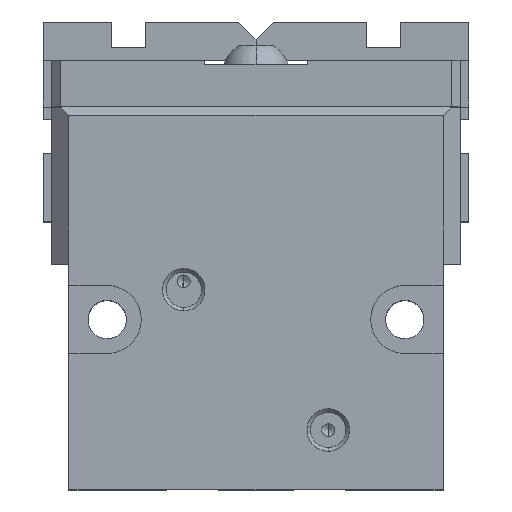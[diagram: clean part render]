
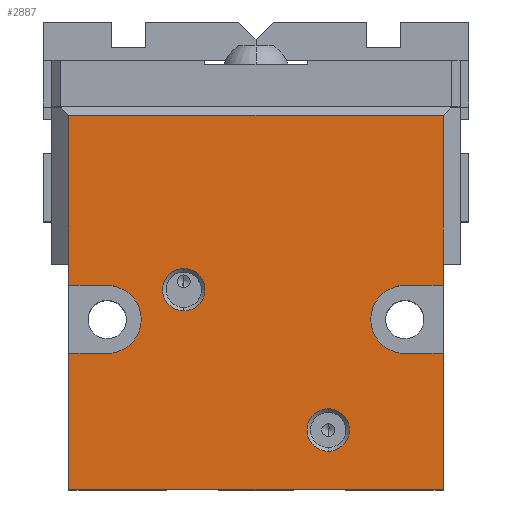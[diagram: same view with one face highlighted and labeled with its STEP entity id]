
A CAD part, top view. The second image highlights one B-rep face of the part: STEP entity #2887.
In plain terms, the highlighted planar face has unit normal (0, 0, 1).
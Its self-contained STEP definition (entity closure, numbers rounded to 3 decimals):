
#1785 = VERTEX_POINT( '', #4785 );
#1899 = EDGE_CURVE( '', #3933, #4093, #4917, .T. );
#2051 = EDGE_CURVE( '', #2509, #2999, #5091, .T. );
#2231 = EDGE_CURVE( '', #2781, #3065, #5296, .T. );
#2233 = EDGE_CURVE( '', #2449, #4093, #5298, .T. );
#2273 = EDGE_CURVE( '', #2551, #1785, #5343, .T. );
#2381 = EDGE_CURVE( '', #3065, #4407, #5463, .T. );
#2449 = VERTEX_POINT( '', #5535 );
#2509 = VERTEX_POINT( '', #5600 );
#2551 = VERTEX_POINT( '', #5647 );
#2565 = VERTEX_POINT( '', #5662 );
#2683 = EDGE_CURVE( '', #3791, #4407, #5788, .T. );
#2709 = EDGE_CURVE( '', #3933, #2551, #5815, .T. );
#2767 = EDGE_CURVE( '', #2991, #3791, #5880, .T. );
#2781 = VERTEX_POINT( '', #5895 );
#2787 = VERTEX_POINT( '', #5901 );
#2887 = ADVANCED_FACE( '', ( #6006, #6007, #6008 ), #6009, .T. );
#2991 = VERTEX_POINT( '', #6129 );
#2999 = VERTEX_POINT( '', #6137 );
#3057 = EDGE_CURVE( '', #2999, #2509, #6199, .T. );
#3059 = EDGE_CURVE( '', #2781, #3413, #6201, .T. );
#3063 = EDGE_CURVE( '', #1785, #4393, #6205, .T. );
#3065 = VERTEX_POINT( '', #6207 );
#3149 = VERTEX_POINT( '', #6298 );
#3411 = EDGE_CURVE( '', #2565, #3149, #6589, .T. );
#3413 = VERTEX_POINT( '', #6591 );
#3539 = VERTEX_POINT( '', #6730 );
#3645 = EDGE_CURVE( '', #3539, #2787, #6848, .T. );
#3791 = VERTEX_POINT( '', #7006 );
#3847 = EDGE_CURVE( '', #3413, #2449, #7070, .T. );
#3933 = VERTEX_POINT( '', #7168 );
#3945 = EDGE_CURVE( '', #3149, #2991, #7182, .T. );
#4069 = EDGE_CURVE( '', #2787, #3539, #7322, .T. );
#4093 = VERTEX_POINT( '', #7349 );
#4185 = EDGE_CURVE( '', #4393, #2565, #7453, .T. );
#4393 = VERTEX_POINT( '', #7685 );
#4407 = VERTEX_POINT( '', #7700 );
#4785 = CARTESIAN_POINT( '', ( 22., 16., 16. ) );
#4917 = LINE( '', #8404, #8405 );
#5091 = CIRCLE( '', #8626, 2.5 );
#5296 = LINE( '', #8927, #8928 );
#5298 = LINE( '', #8931, #8932 );
#5343 = LINE( '', #9013, #9014 );
#5463 = LINE( '', #9173, #9174 );
#5535 = CARTESIAN_POINT( '', ( -17.5, 16., 16. ) );
#5600 = CARTESIAN_POINT( '', ( -8.5, 26., 16. ) );
#5647 = CARTESIAN_POINT( '', ( 22., 0., 16. ) );
#5662 = CARTESIAN_POINT( '', ( 17.5, 24., 16. ) );
#5788 = LINE( '', #9666, #9667 );
#5815 = LINE( '', #9702, #9703 );
#5880 = LINE( '', #9802, #9803 );
#5895 = CARTESIAN_POINT( '', ( -22., 24., 16. ) );
#5901 = CARTESIAN_POINT( '', ( 8.5, 4.5, 16. ) );
#6006 = FACE_OUTER_BOUND( '', #9988, .T. );
#6007 = FACE_BOUND( '', #9989, .T. );
#6008 = FACE_BOUND( '', #9990, .T. );
#6009 = PLANE( '', #9991 );
#6129 = CARTESIAN_POINT( '', ( 22., 26.5, 16. ) );
#6137 = CARTESIAN_POINT( '', ( -8.5, 21., 16. ) );
#6199 = CIRCLE( '', #10251, 2.5 );
#6201 = LINE( '', #10254, #10255 );
#6205 = LINE( '', #10260, #10261 );
#6207 = CARTESIAN_POINT( '', ( -22., 26.5, 16. ) );
#6298 = CARTESIAN_POINT( '', ( 22., 24., 16. ) );
#6589 = LINE( '', #10811, #10812 );
#6591 = CARTESIAN_POINT( '', ( -17.5, 24., 16. ) );
#6730 = CARTESIAN_POINT( '', ( 8.5, 9.5, 16. ) );
#6848 = CIRCLE( '', #11186, 2.5 );
#7006 = CARTESIAN_POINT( '', ( 22., 44., 16. ) );
#7070 = CIRCLE( '', #11551, 4. );
#7168 = CARTESIAN_POINT( '', ( -22., 0., 16. ) );
#7182 = LINE( '', #11704, #11705 );
#7322 = CIRCLE( '', #11906, 2.5 );
#7349 = CARTESIAN_POINT( '', ( -22., 16., 16. ) );
#7453 = CIRCLE( '', #12080, 4. );
#7685 = CARTESIAN_POINT( '', ( 17.5, 16., 16. ) );
#7700 = CARTESIAN_POINT( '', ( -22., 44., 16. ) );
#8404 = CARTESIAN_POINT( '', ( -22., 0., 16. ) );
#8405 = VECTOR( '', #13067, 1. );
#8626 = AXIS2_PLACEMENT_3D( '', #13279, #13280, #13281 );
#8927 = CARTESIAN_POINT( '', ( -22., 0., 16. ) );
#8928 = VECTOR( '', #13536, 1. );
#8931 = CARTESIAN_POINT( '', ( 2.25, 16., 16. ) );
#8932 = VECTOR( '', #13537, 1. );
#9013 = CARTESIAN_POINT( '', ( 22., 0., 16. ) );
#9014 = VECTOR( '', #13579, 1. );
#9173 = CARTESIAN_POINT( '', ( -22., 26.5, 16. ) );
#9174 = VECTOR( '', #13719, 1. );
#9666 = CARTESIAN_POINT( '', ( 23.5, 44., 16. ) );
#9667 = VECTOR( '', #14036, 1. );
#9702 = CARTESIAN_POINT( '', ( -22., 0., 16. ) );
#9703 = VECTOR( '', #14051, 1. );
#9802 = CARTESIAN_POINT( '', ( 22., 26.5, 16. ) );
#9803 = VECTOR( '', #14134, 1. );
#9988 = EDGE_LOOP( '', ( #14237, #14238, #14239, #14240, #14241, #14242, #14243, #14244, #14245, #14246, #14247, #14248, #14249, #14250 ) );
#9989 = EDGE_LOOP( '', ( #14251, #14252 ) );
#9990 = EDGE_LOOP( '', ( #14253, #14254 ) );
#9991 = AXIS2_PLACEMENT_3D( '', #14255, #14256, #14257 );
#10251 = AXIS2_PLACEMENT_3D( '', #14473, #14474, #14475 );
#10254 = CARTESIAN_POINT( '', ( -4., 24., 16. ) );
#10255 = VECTOR( '', #14476, 1. );
#10260 = CARTESIAN_POINT( '', ( 25., 16., 16. ) );
#10261 = VECTOR( '', #14477, 1. );
#10811 = CARTESIAN_POINT( '', ( 19.75, 24., 16. ) );
#10812 = VECTOR( '', #14906, 1. );
#11186 = AXIS2_PLACEMENT_3D( '', #15182, #15183, #15184 );
#11551 = AXIS2_PLACEMENT_3D( '', #15407, #15408, #15409 );
#11704 = CARTESIAN_POINT( '', ( 22., 0., 16. ) );
#11705 = VECTOR( '', #15556, 1. );
#11906 = AXIS2_PLACEMENT_3D( '', #15713, #15714, #15715 );
#12080 = AXIS2_PLACEMENT_3D( '', #15856, #15857, #15858 );
#13067 = DIRECTION( '', ( 0., 1., 0. ) );
#13279 = CARTESIAN_POINT( '', ( -8.5, 23.5, 16. ) );
#13280 = DIRECTION( '', ( 0., 0., -1. ) );
#13281 = DIRECTION( '', ( 0., 1., 0. ) );
#13536 = DIRECTION( '', ( 0., 1., 0. ) );
#13537 = DIRECTION( '', ( -1., 0., 0. ) );
#13579 = DIRECTION( '', ( 0., 1., 0. ) );
#13719 = DIRECTION( '', ( 0., 1., 0. ) );
#14036 = DIRECTION( '', ( -1., 0., 0. ) );
#14051 = DIRECTION( '', ( 1., 0., 0. ) );
#14134 = DIRECTION( '', ( 0., 1., 0. ) );
#14237 = ORIENTED_EDGE( '', *, *, #2231, .F. );
#14238 = ORIENTED_EDGE( '', *, *, #3059, .T. );
#14239 = ORIENTED_EDGE( '', *, *, #3847, .T. );
#14240 = ORIENTED_EDGE( '', *, *, #2233, .T. );
#14241 = ORIENTED_EDGE( '', *, *, #1899, .F. );
#14242 = ORIENTED_EDGE( '', *, *, #2709, .T. );
#14243 = ORIENTED_EDGE( '', *, *, #2273, .T. );
#14244 = ORIENTED_EDGE( '', *, *, #3063, .T. );
#14245 = ORIENTED_EDGE( '', *, *, #4185, .T. );
#14246 = ORIENTED_EDGE( '', *, *, #3411, .T. );
#14247 = ORIENTED_EDGE( '', *, *, #3945, .T. );
#14248 = ORIENTED_EDGE( '', *, *, #2767, .T. );
#14249 = ORIENTED_EDGE( '', *, *, #2683, .T. );
#14250 = ORIENTED_EDGE( '', *, *, #2381, .F. );
#14251 = ORIENTED_EDGE( '', *, *, #2051, .T. );
#14252 = ORIENTED_EDGE( '', *, *, #3057, .T. );
#14253 = ORIENTED_EDGE( '', *, *, #3645, .T. );
#14254 = ORIENTED_EDGE( '', *, *, #4069, .T. );
#14255 = CARTESIAN_POINT( '', ( 22., 0., 16. ) );
#14256 = DIRECTION( '', ( 0., 0., 1. ) );
#14257 = DIRECTION( '', ( 1., 0., 0. ) );
#14473 = CARTESIAN_POINT( '', ( -8.5, 23.5, 16. ) );
#14474 = DIRECTION( '', ( 0., 0., -1. ) );
#14475 = DIRECTION( '', ( 0., 1., 0. ) );
#14476 = DIRECTION( '', ( 1., 0., 0. ) );
#14477 = DIRECTION( '', ( -1., 0., 0. ) );
#14906 = DIRECTION( '', ( 1., 0., 0. ) );
#15182 = CARTESIAN_POINT( '', ( 8.5, 7., 16. ) );
#15183 = DIRECTION( '', ( 0., 0., -1. ) );
#15184 = DIRECTION( '', ( 0., 1., 0. ) );
#15407 = CARTESIAN_POINT( '', ( -17.5, 20., 16. ) );
#15408 = DIRECTION( '', ( 0., 0., -1. ) );
#15409 = DIRECTION( '', ( 0., -1., 0. ) );
#15556 = DIRECTION( '', ( 0., 1., 0. ) );
#15713 = CARTESIAN_POINT( '', ( 8.5, 7., 16. ) );
#15714 = DIRECTION( '', ( 0., 0., -1. ) );
#15715 = DIRECTION( '', ( 0., 1., 0. ) );
#15856 = CARTESIAN_POINT( '', ( 17.5, 20., 16. ) );
#15857 = DIRECTION( '', ( 0., 0., -1. ) );
#15858 = DIRECTION( '', ( 0., 1., 0. ) );
